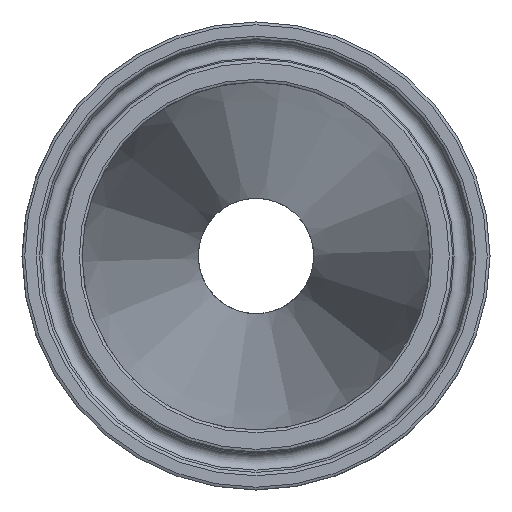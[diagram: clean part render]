
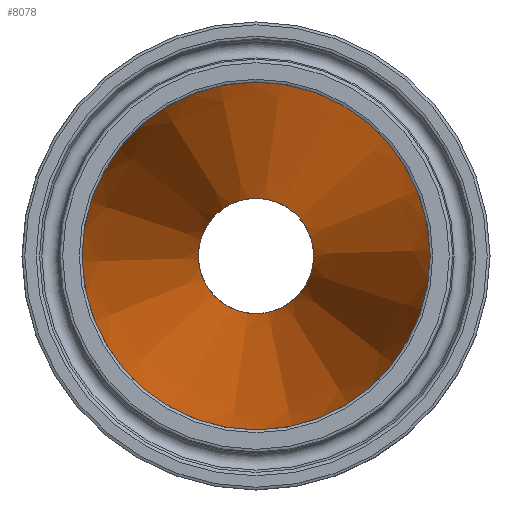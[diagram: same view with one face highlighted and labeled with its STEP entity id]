
A CAD part, left-side view. The second image highlights one B-rep face of the part: STEP entity #8078.
In plain terms, the highlighted conical face has half-angle 7.125 degrees and reference radius 17.399 mm.
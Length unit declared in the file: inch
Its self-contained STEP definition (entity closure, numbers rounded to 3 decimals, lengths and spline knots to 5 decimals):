
#166=FACE_BOUND('',#1528,.T.);
#1000=FACE_OUTER_BOUND('',#1527,.T.);
#1527=EDGE_LOOP('',(#7512));
#1528=EDGE_LOOP('',(#7513));
#2827=CIRCLE('',#8584,0.31);
#2828=CIRCLE('',#8586,0.935);
#3998=VERTEX_POINT('',#17389);
#3999=VERTEX_POINT('',#17392);
#5172=EDGE_CURVE('',#3998,#3998,#2827,.T.);
#5173=EDGE_CURVE('',#3999,#3999,#2828,.T.);
#7512=ORIENTED_EDGE('',*,*,#5172,.T.);
#7513=ORIENTED_EDGE('',*,*,#5173,.F.);
#7565=CONICAL_SURFACE('',#8585,0.685,7.125);
#8078=ADVANCED_FACE('',(#1000,#166),#7565,.F.);
#8584=AXIS2_PLACEMENT_3D('',#17390,#10142,#10143);
#8585=AXIS2_PLACEMENT_3D('',#17391,#10144,#10145);
#8586=AXIS2_PLACEMENT_3D('',#17393,#10146,#10147);
#10142=DIRECTION('center_axis',(1.,0.,0.));
#10143=DIRECTION('ref_axis',(0.,-1.,0.));
#10144=DIRECTION('center_axis',(-1.,0.,0.));
#10145=DIRECTION('ref_axis',(0.,0.471,-0.882));
#10146=DIRECTION('center_axis',(1.,0.,0.));
#10147=DIRECTION('ref_axis',(0.,0.471,-0.882));
#17389=CARTESIAN_POINT('',(5.5,-0.31,0.));
#17390=CARTESIAN_POINT('Origin',(5.5,0.,0.));
#17391=CARTESIAN_POINT('Origin',(2.5,0.,0.));
#17392=CARTESIAN_POINT('',(0.5,0.44016,-0.82491));
#17393=CARTESIAN_POINT('Origin',(0.5,0.,0.));
